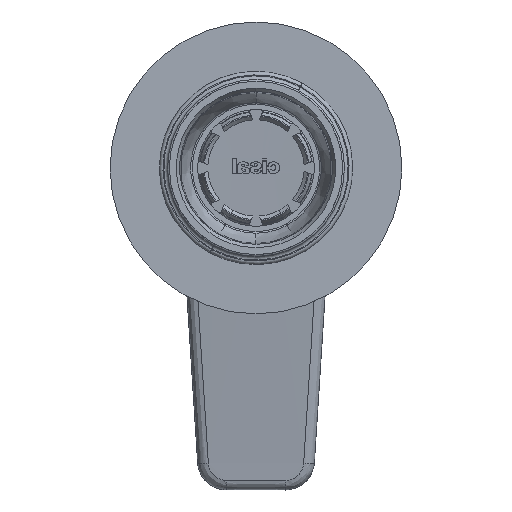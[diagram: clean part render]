
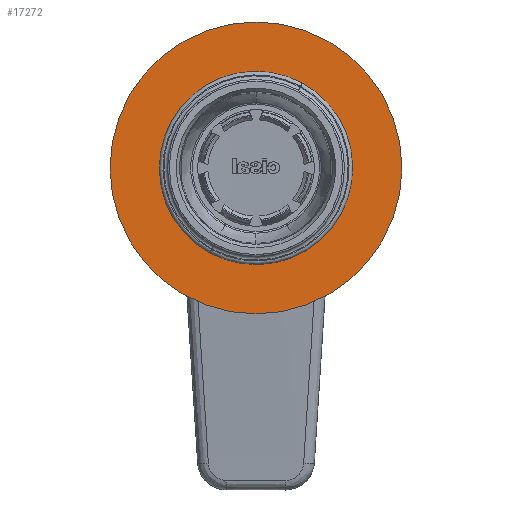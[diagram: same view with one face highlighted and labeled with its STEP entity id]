
A CAD part, front view. The second image highlights one B-rep face of the part: STEP entity #17272.
In plain terms, the highlighted planar face has unit normal (0, -1, 0).
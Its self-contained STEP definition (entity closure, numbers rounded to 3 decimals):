
#17154=CARTESIAN_POINT('Vertex',(0.,42.1,37.)) ;
#17159=CARTESIAN_POINT('Axis2P3D Location',(0.,42.1,-3.)) ;
#17163=CARTESIAN_POINT('Vertex',(0.,42.1,-43.)) ;
#17185=CARTESIAN_POINT('Axis2P3D Location',(0.,42.1,-3.)) ;
#17220=CARTESIAN_POINT('Vertex',(0.,42.1,19.5)) ;
#17223=CARTESIAN_POINT('Axis2P3D Location',(0.,42.1,-3.)) ;
#17227=CARTESIAN_POINT('Vertex',(0.,42.1,-25.5)) ;
#17247=CARTESIAN_POINT('Axis2P3D Location',(0.,42.1,-3.)) ;
#17259=CARTESIAN_POINT('Axis2P3D Location',(0.,42.1,-3.)) ;
#17160=DIRECTION('Axis2P3D Direction',(0.,1.,0.)) ;
#17186=DIRECTION('Axis2P3D Direction',(0.,1.,0.)) ;
#17224=DIRECTION('Axis2P3D Direction',(0.,1.,0.)) ;
#17248=DIRECTION('Axis2P3D Direction',(0.,1.,0.)) ;
#17260=DIRECTION('Axis2P3D Direction',(0.,1.,0.)) ;
#17261=DIRECTION('Axis2P3D XDirection',(0.,0.,1.)) ;
#17161=AXIS2_PLACEMENT_3D('Circle Axis2P3D',#17159,#17160,$) ;
#17187=AXIS2_PLACEMENT_3D('Circle Axis2P3D',#17185,#17186,$) ;
#17225=AXIS2_PLACEMENT_3D('Circle Axis2P3D',#17223,#17224,$) ;
#17249=AXIS2_PLACEMENT_3D('Circle Axis2P3D',#17247,#17248,$) ;
#17262=AXIS2_PLACEMENT_3D('Plane Axis2P3D',#17259,#17260,#17261) ;
#17162=CIRCLE('generated circle',#17161,40.) ;
#17188=CIRCLE('generated circle',#17187,40.) ;
#17226=CIRCLE('generated circle',#17225,22.5) ;
#17250=CIRCLE('generated circle',#17249,22.5) ;
#17263=PLANE('',#17262) ;
#17271=FACE_BOUND('',#17268,.T.) ;
#17165=EDGE_CURVE('',#17155,#17164,#17162,.T.) ;
#17189=EDGE_CURVE('',#17164,#17155,#17188,.T.) ;
#17229=EDGE_CURVE('',#17228,#17221,#17226,.T.) ;
#17251=EDGE_CURVE('',#17221,#17228,#17250,.T.) ;
#17265=ORIENTED_EDGE('',*,*,#17189,.F.) ;
#17266=ORIENTED_EDGE('',*,*,#17165,.F.) ;
#17269=ORIENTED_EDGE('',*,*,#17251,.T.) ;
#17270=ORIENTED_EDGE('',*,*,#17229,.T.) ;
#17264=EDGE_LOOP('',(#17265,#17266)) ;
#17268=EDGE_LOOP('',(#17269,#17270)) ;
#17155=VERTEX_POINT('',#17154) ;
#17164=VERTEX_POINT('',#17163) ;
#17221=VERTEX_POINT('',#17220) ;
#17228=VERTEX_POINT('',#17227) ;
#17272=ADVANCED_FACE('P99280.1\\PartBody',(#17267,#17271),#17263,.F.) ;
#17267=FACE_OUTER_BOUND('',#17264,.T.) ;
